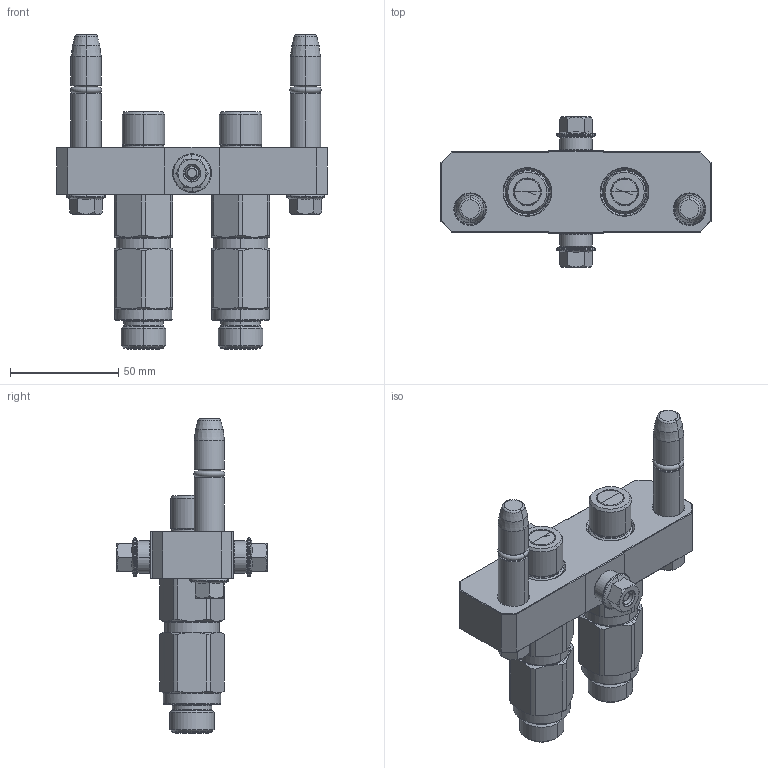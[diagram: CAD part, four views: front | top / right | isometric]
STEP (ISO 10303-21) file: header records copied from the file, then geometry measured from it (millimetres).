
FILE_DESCRIPTION (( 'STEP AP214' ), '1' );
FILE_NAME ('FASTER.step', '2025-12-17T00:56:07', ( '' ), ( '' ), 'SwSTEP 2.0', 'SolidWorks 2017', '' );
FILE_SCHEMA (( 'AUTOMOTIVE_DESIGN' ));
Length unit declared in the file: millimetre
Products named in the file (11): 1540_080_0008_000; 4830_028_1000_002; 3ffnp3811_12sm; PB06_M_BASE; or2_62x9_19_m; FASTER; 4830_021_0000_000; 4860_010_0001_000; 1540_080_0006_000; 4860_024_0001_022
Assembly tree (16 placements, depth 3):
  FASTER
    PB06_M_BASE
      4860_010_0001_000
      4830_021_0000_000  x2
      1540_080_0008_000  x2
      4860_024_0001_022
      1540_080_0006_000  x2
      4830_028_1000_002  x2
      or2_62x9_19_m  x2
    3ffnp3811_12sm  x2
      3ffnp3811_12sm
Bounding box: 125 x 69.5 x 145.41 mm (x, y, z)
Volume: 1616.4 mm3; surface area: 62607.5 mm2
Topology: 4 solids, 42 shells, 1147 faces, 3138 edges, 2028 vertices
Faces by surface type: plane 533, cylinder 246, cone 234, torus 102, bspline 32
Entity records: 30766 total; most frequent: CARTESIAN_POINT 8446, ORIENTED_EDGE 4128, DIRECTION 3879, EDGE_CURVE 2173, VERTEX_POINT 1408, LINE 1341, VECTOR 1341, AXIS2_PLACEMENT_3D 1269
